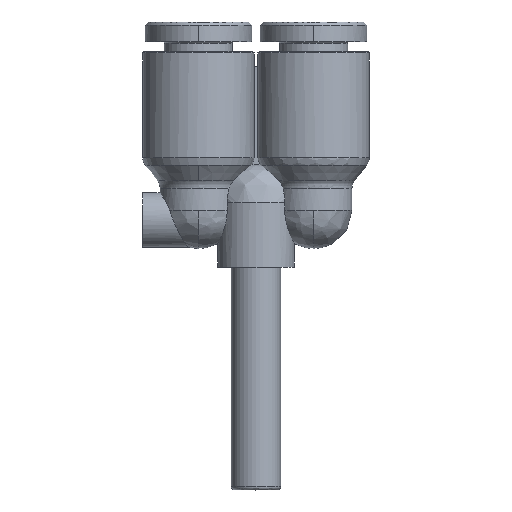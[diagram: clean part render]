
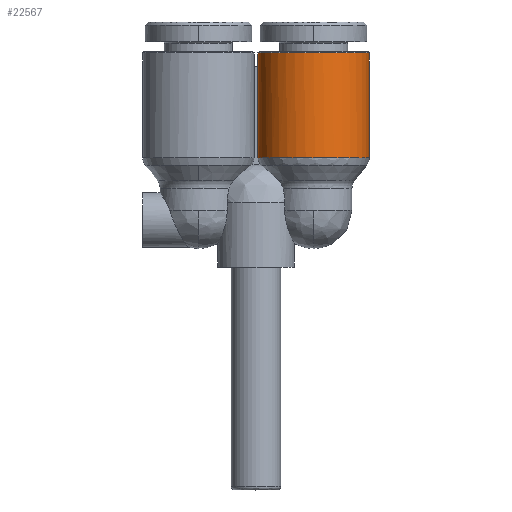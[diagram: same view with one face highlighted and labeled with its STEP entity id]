
A CAD part, front view. The second image highlights one B-rep face of the part: STEP entity #22567.
In plain terms, the highlighted cylindrical face has radius 4.5 mm (diameter 9 mm), a partial arc.
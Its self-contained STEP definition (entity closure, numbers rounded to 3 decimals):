
#260 = CARTESIAN_POINT ( 'NONE',  ( 2.45, 0., -4.8 ) ) ;
#529 = VERTEX_POINT ( 'NONE', #22577 ) ;
#612 = ORIENTED_EDGE ( 'NONE', *, *, #3269, .T. ) ;
#1567 = DIRECTION ( 'NONE',  ( 1., 0., 0. ) ) ;
#1770 = EDGE_LOOP ( 'NONE', ( #11934, #12405, #23885, #22913, #27597, #612 ) ) ;
#2138 = CIRCLE ( 'NONE', #6592, 4.5 ) ;
#3269 = EDGE_CURVE ( 'NONE', #18595, #529, #2138, .T. ) ;
#3533 = AXIS2_PLACEMENT_3D ( 'NONE', #25809, #3905, #3728 ) ;
#3728 = DIRECTION ( 'NONE',  ( 0., 0., -1. ) ) ;
#3905 = DIRECTION ( 'NONE',  ( 1., 0., 0. ) ) ;
#4278 = VERTEX_POINT ( 'NONE', #15647 ) ;
#4642 = DIRECTION ( 'NONE',  ( 1., 0., 0. ) ) ;
#5114 = DIRECTION ( 'NONE',  ( -1., 0., 0. ) ) ;
#5174 = EDGE_CURVE ( 'NONE', #8253, #529, #23153, .T. ) ;
#5583 = CARTESIAN_POINT ( 'NONE',  ( -1.057, 0., -9.3 ) ) ;
#5807 = AXIS2_PLACEMENT_3D ( 'NONE', #26819, #4642, #26921 ) ;
#6484 = LINE ( 'NONE', #10988, #26250 ) ;
#6592 = AXIS2_PLACEMENT_3D ( 'NONE', #16231, #5114, #20332 ) ;
#7137 = CIRCLE ( 'NONE', #21388, 4.5 ) ;
#7801 = CIRCLE ( 'NONE', #3533, 4.5 ) ;
#7883 = DIRECTION ( 'NONE',  ( 0., 0., -1. ) ) ;
#8253 = VERTEX_POINT ( 'NONE', #28287 ) ;
#8999 = DIRECTION ( 'NONE',  ( 1., 0., 0. ) ) ;
#10294 = VECTOR ( 'NONE', #12819, 1000. ) ;
#10988 = CARTESIAN_POINT ( 'NONE',  ( 2.45, 0., -13.8 ) ) ;
#11042 = EDGE_CURVE ( 'NONE', #16155, #18595, #6484, .T. ) ;
#11934 = ORIENTED_EDGE ( 'NONE', *, *, #5174, .F. ) ;
#12405 = ORIENTED_EDGE ( 'NONE', *, *, #13684, .T. ) ;
#12819 = DIRECTION ( 'NONE',  ( -1., 0., 0. ) ) ;
#13684 = EDGE_CURVE ( 'NONE', #8253, #25725, #7801, .T. ) ;
#15499 = DIRECTION ( 'NONE',  ( 1., 0., 0. ) ) ;
#15647 = CARTESIAN_POINT ( 'NONE',  ( -1.057, -0.25, -4.807 ) ) ;
#16078 = CARTESIAN_POINT ( 'NONE',  ( -1.057, 0., -13.8 ) ) ;
#16155 = VERTEX_POINT ( 'NONE', #16078 ) ;
#16231 = CARTESIAN_POINT ( 'NONE',  ( 7.4, 0., -9.3 ) ) ;
#18369 = VECTOR ( 'NONE', #15499, 1000. ) ;
#18595 = VERTEX_POINT ( 'NONE', #27318 ) ;
#18665 = EDGE_CURVE ( 'NONE', #4278, #16155, #7137, .T. ) ;
#20332 = DIRECTION ( 'NONE',  ( 0., 0., -1. ) ) ;
#21020 = FACE_OUTER_BOUND ( 'NONE', #1770, .T. ) ;
#21388 = AXIS2_PLACEMENT_3D ( 'NONE', #5583, #1567, #7883 ) ;
#22044 = CYLINDRICAL_SURFACE ( 'NONE', #5807, 4.5 ) ;
#22567 = ADVANCED_FACE ( 'NONE', ( #21020 ), #22044, .T. ) ;
#22577 = CARTESIAN_POINT ( 'NONE',  ( 7.4, 0., -4.8 ) ) ;
#22913 = ORIENTED_EDGE ( 'NONE', *, *, #18665, .T. ) ;
#23153 = LINE ( 'NONE', #260, #18369 ) ;
#23885 = ORIENTED_EDGE ( 'NONE', *, *, #25079, .T. ) ;
#23955 = CARTESIAN_POINT ( 'NONE',  ( 6.3, -0.25, -4.807 ) ) ;
#24623 = LINE ( 'NONE', #25791, #10294 ) ;
#25079 = EDGE_CURVE ( 'NONE', #25725, #4278, #24623, .T. ) ;
#25725 = VERTEX_POINT ( 'NONE', #23955 ) ;
#25791 = CARTESIAN_POINT ( 'NONE',  ( 2.45, -0.25, -4.807 ) ) ;
#25809 = CARTESIAN_POINT ( 'NONE',  ( 6.3, 0., -9.3 ) ) ;
#26250 = VECTOR ( 'NONE', #8999, 1000. ) ;
#26819 = CARTESIAN_POINT ( 'NONE',  ( 2.45, 0., -9.3 ) ) ;
#26921 = DIRECTION ( 'NONE',  ( 0., 0., -1. ) ) ;
#27318 = CARTESIAN_POINT ( 'NONE',  ( 7.4, 0., -13.8 ) ) ;
#27597 = ORIENTED_EDGE ( 'NONE', *, *, #11042, .T. ) ;
#28287 = CARTESIAN_POINT ( 'NONE',  ( 6.3, 0., -4.8 ) ) ;
